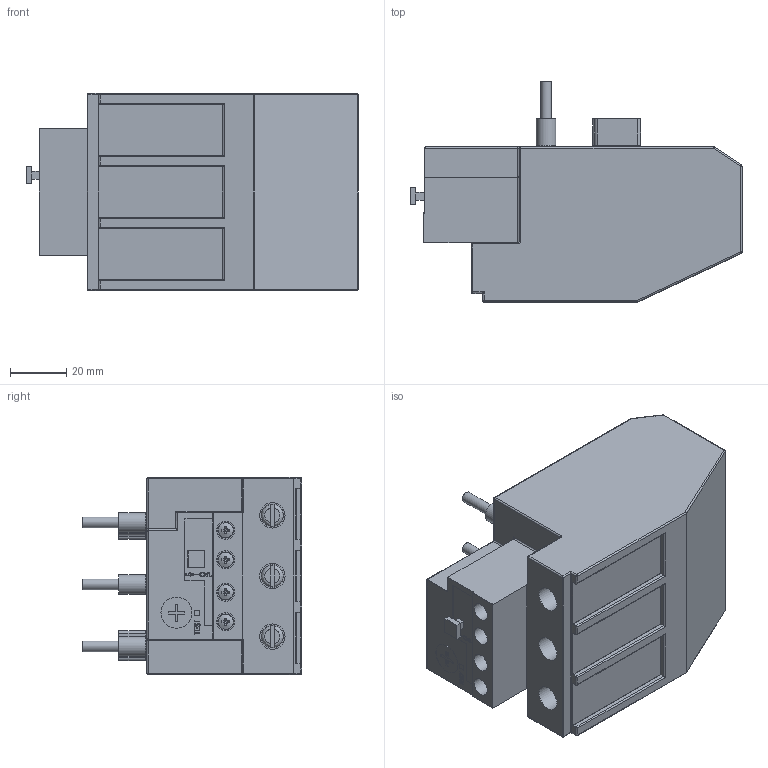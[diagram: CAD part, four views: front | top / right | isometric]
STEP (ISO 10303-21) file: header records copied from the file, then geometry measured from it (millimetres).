
FILE_DESCRIPTION (( 'STEP AP203' ), '1' );
FILE_NAME ('DRT30-0055-0070 Ðåëå ÐÒÈ-3361 ýëåêòðîòåïëîâîå 55-70 À ÈÝÊ.STEP', '2017-12-25T12:00:12', ( '' ), ( '' ), 'SwSTEP 2.0', 'SolidWorks 2014', '' );
FILE_SCHEMA (( 'CONFIG_CONTROL_DESIGN' ));
Length unit declared in the file: millimetre
Products named in the file (1): DRT30-0055-0070 Ðåëå ÐÒÈ-3361 ýëåêòðîòåïëîâîå 55-70 À ÈÝÊ
Bounding box: 117.8 x 78 x 70 mm (x, y, z)
Volume: 344391.5 mm3; surface area: 39188.9 mm2
Topology: 1 solids, 1 shells, 537 faces, 1279 edges, 757 vertices
Faces by surface type: plane 250, cylinder 133, bspline 115, cone 39
Full cylindrical faces by diameter (mm): 3.8 x3, 5.6 x4, 6.5 x4, 7 x3, 9 x3, 11 x1
Entity records: 18695 total; most frequent: CARTESIAN_POINT 7417, ORIENTED_EDGE 2426, DIRECTION 2083, EDGE_CURVE 1213, VERTEX_POINT 750, AXIS2_PLACEMENT_3D 722, LINE 639, VECTOR 639
